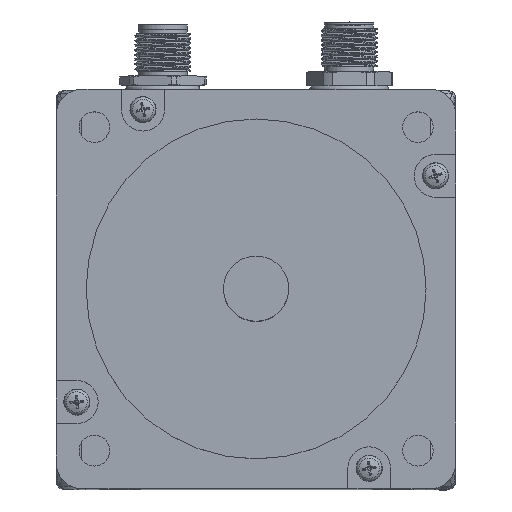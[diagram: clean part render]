
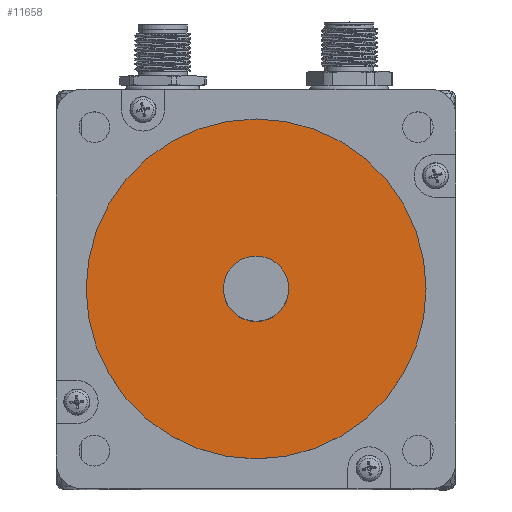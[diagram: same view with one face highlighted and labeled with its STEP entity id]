
A CAD part, top view. The second image highlights one B-rep face of the part: STEP entity #11658.
In plain terms, the highlighted planar face has unit normal (0, 0, 1).
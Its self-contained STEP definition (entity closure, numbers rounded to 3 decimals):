
#358=FACE_BOUND('',#1968,.T.);
#518=PLANE('',#12715);
#1279=FACE_OUTER_BOUND('',#1967,.T.);
#1967=EDGE_LOOP('',(#9208));
#1968=EDGE_LOOP('',(#9209));
#2586=CIRCLE('',#12702,36.513);
#2595=CIRCLE('',#12716,7.);
#4909=VERTEX_POINT('',#24343);
#4918=VERTEX_POINT('',#24371);
#6407=EDGE_CURVE('',#4909,#4909,#2586,.T.);
#6421=EDGE_CURVE('',#4918,#4918,#2595,.T.);
#9208=ORIENTED_EDGE('',*,*,#6407,.F.);
#9209=ORIENTED_EDGE('',*,*,#6421,.T.);
#11658=ADVANCED_FACE('',(#1279,#358),#518,.F.);
#12702=AXIS2_PLACEMENT_3D('',#24344,#15169,#15170);
#12715=AXIS2_PLACEMENT_3D('',#24370,#15200,#15201);
#12716=AXIS2_PLACEMENT_3D('',#24372,#15202,#15203);
#15169=DIRECTION('center_axis',(0.,0.,
-1.));
#15170=DIRECTION('ref_axis',(0.,1.,0.));
#15200=DIRECTION('center_axis',(0.,0.,
-1.));
#15201=DIRECTION('ref_axis',(0.,1.,0.));
#15202=DIRECTION('center_axis',(0.,0.,
-1.));
#15203=DIRECTION('ref_axis',(0.,1.,0.));
#24343=CARTESIAN_POINT('',(-5.726,-51.74,89.08));
#24344=CARTESIAN_POINT('Origin',(-5.726,-15.227,89.08));
#24370=CARTESIAN_POINT('Origin',(-5.726,-15.227,89.08));
#24371=CARTESIAN_POINT('',(-5.726,-22.227,89.08));
#24372=CARTESIAN_POINT('Origin',(-5.726,-15.227,89.08));
